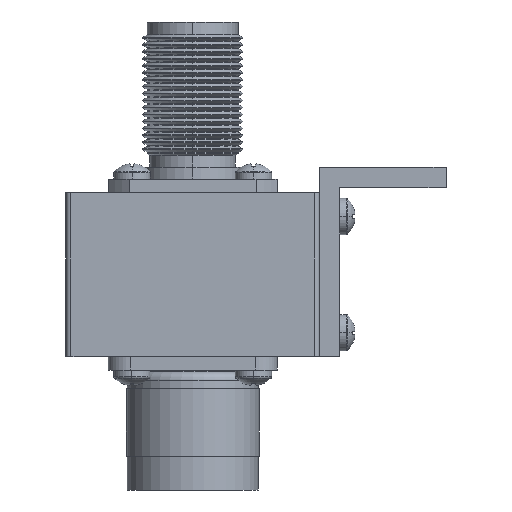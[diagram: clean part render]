
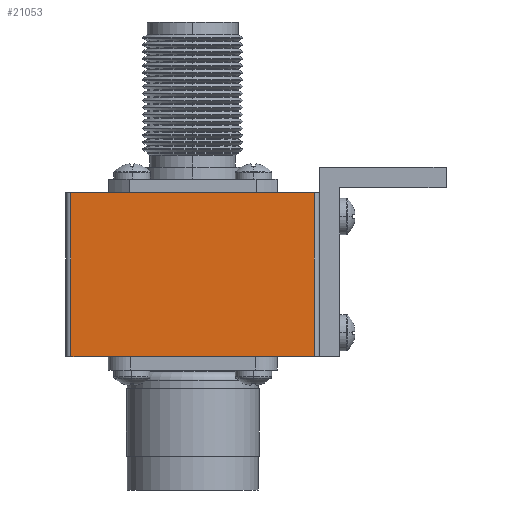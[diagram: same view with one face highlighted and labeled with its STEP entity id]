
A CAD part, front view. The second image highlights one B-rep face of the part: STEP entity #21053.
In plain terms, the highlighted planar face has unit normal (0, -1, 0).
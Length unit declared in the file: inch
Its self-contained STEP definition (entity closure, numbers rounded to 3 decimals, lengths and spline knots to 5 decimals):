
#592 = PLANE ( 'NONE',  #16062 ) ;
#1195 = ORIENTED_EDGE ( 'NONE', *, *, #9127, .F. ) ;
#2683 = EDGE_CURVE ( 'NONE', #11750, #3937, #23346, .T. ) ;
#3338 = CARTESIAN_POINT ( 'NONE',  ( 0., 0., 0.97 ) ) ;
#3500 = CARTESIAN_POINT ( 'NONE',  ( 1.47, 0., 0.97 ) ) ;
#3937 = VERTEX_POINT ( 'NONE', #57547 ) ;
#9127 = EDGE_CURVE ( 'NONE', #12543, #36425, #10218, .T. ) ;
#10218 = LINE ( 'NONE', #3338, #28901 ) ;
#11314 = CARTESIAN_POINT ( 'NONE',  ( 1.47, 0., 0.97 ) ) ;
#11750 = VERTEX_POINT ( 'NONE', #57753 ) ;
#12543 = VERTEX_POINT ( 'NONE', #65929 ) ;
#16013 = VECTOR ( 'NONE', #66497, 39.37008 ) ;
#16062 = AXIS2_PLACEMENT_3D ( 'NONE', #59511, #31362, #65312 ) ;
#16304 = DIRECTION ( 'NONE',  ( 0., 0., 1. ) ) ;
#21053 = ADVANCED_FACE ( 'NONE', ( #29847 ), #592, .F. ) ;
#23346 = LINE ( 'NONE', #26753, #16013 ) ;
#26753 = CARTESIAN_POINT ( 'NONE',  ( 0., 0., 0. ) ) ;
#28901 = VECTOR ( 'NONE', #69515, 39.37008 ) ;
#28996 = CARTESIAN_POINT ( 'NONE',  ( 0.03, 0., 0.97 ) ) ;
#29847 = FACE_OUTER_BOUND ( 'NONE', #44427, .T. ) ;
#29916 = EDGE_CURVE ( 'NONE', #3937, #36425, #69481, .T. ) ;
#31362 = DIRECTION ( 'NONE',  ( 0., 1., 0. ) ) ;
#34559 = ORIENTED_EDGE ( 'NONE', *, *, #29916, .T. ) ;
#36425 = VERTEX_POINT ( 'NONE', #3500 ) ;
#44427 = EDGE_LOOP ( 'NONE', ( #48785, #34559, #1195, #62248 ) ) ;
#47493 = LINE ( 'NONE', #28996, #52721 ) ;
#48785 = ORIENTED_EDGE ( 'NONE', *, *, #2683, .T. ) ;
#52518 = DIRECTION ( 'NONE',  ( 0., 0., -1. ) ) ;
#52721 = VECTOR ( 'NONE', #52518, 39.37008 ) ;
#57547 = CARTESIAN_POINT ( 'NONE',  ( 1.47, 0., 0. ) ) ;
#57753 = CARTESIAN_POINT ( 'NONE',  ( 0.03, 0., 0. ) ) ;
#59511 = CARTESIAN_POINT ( 'NONE',  ( 0., 0., 0.97 ) ) ;
#62248 = ORIENTED_EDGE ( 'NONE', *, *, #73606, .T. ) ;
#65152 = VECTOR ( 'NONE', #16304, 39.37008 ) ;
#65312 = DIRECTION ( 'NONE',  ( 0., 0., 1. ) ) ;
#65929 = CARTESIAN_POINT ( 'NONE',  ( 0.03, 0., 0.97 ) ) ;
#66497 = DIRECTION ( 'NONE',  ( 1., 0., 0. ) ) ;
#69481 = LINE ( 'NONE', #11314, #65152 ) ;
#69515 = DIRECTION ( 'NONE',  ( 1., 0., 0. ) ) ;
#73606 = EDGE_CURVE ( 'NONE', #12543, #11750, #47493, .T. ) ;
